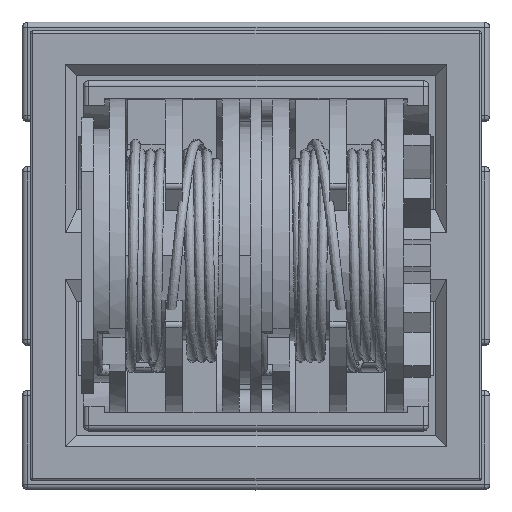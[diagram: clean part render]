
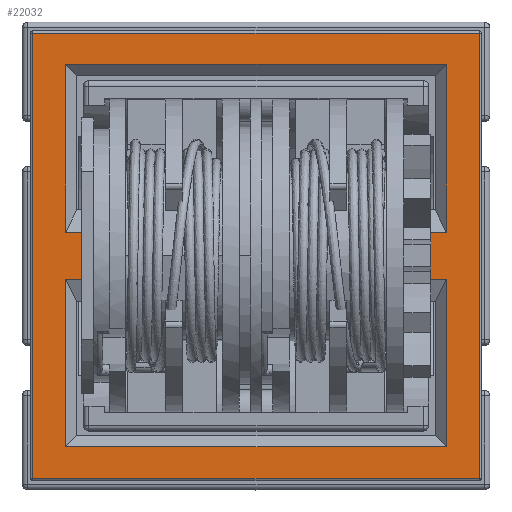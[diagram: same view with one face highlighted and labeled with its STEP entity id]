
A CAD part, top view. The second image highlights one B-rep face of the part: STEP entity #22032.
In plain terms, the highlighted free-form (B-spline) face has degree [1, 1] with [2, 2] control points.
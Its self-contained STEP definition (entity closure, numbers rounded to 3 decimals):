
#22032 = ADVANCED_FACE('',(#22033,#22063,#22093),#22123,.T.);
#22033 = FACE_BOUND('',#22034,.T.);
#22034 = EDGE_LOOP('',(#22035,#22044,#22051,#22058));
#22035 = ORIENTED_EDGE('',*,*,#22036,.T.);
#22036 = EDGE_CURVE('',#22037,#22039,#22041,.T.);
#22037 = VERTEX_POINT('',#22038);
#22038 = CARTESIAN_POINT('',(-10.578,10.546,
    10.891));
#22039 = VERTEX_POINT('',#22040);
#22040 = CARTESIAN_POINT('',(-10.578,-10.546,
    10.891));
#22041 = B_SPLINE_CURVE_WITH_KNOTS('',1,(#22042,#22043),.UNSPECIFIED.,
  .F.,.F.,(2,2),(-19.99,-0.1),.PIECEWISE_BEZIER_KNOTS.);
#22042 = CARTESIAN_POINT('',(-10.578,10.546,
    10.891));
#22043 = CARTESIAN_POINT('',(-10.578,-10.546,
    10.891));
#22044 = ORIENTED_EDGE('',*,*,#22045,.T.);
#22045 = EDGE_CURVE('',#22039,#22046,#22048,.T.);
#22046 = VERTEX_POINT('',#22047);
#22047 = CARTESIAN_POINT('',(10.578,-10.546,
    10.891));
#22048 = B_SPLINE_CURVE_WITH_KNOTS('',1,(#22049,#22050),.UNSPECIFIED.,
  .F.,.F.,(2,2),(-20.05,-0.1),.PIECEWISE_BEZIER_KNOTS.);
#22049 = CARTESIAN_POINT('',(-10.578,-10.546,
    10.891));
#22050 = CARTESIAN_POINT('',(10.578,-10.546,
    10.891));
#22051 = ORIENTED_EDGE('',*,*,#22052,.T.);
#22052 = EDGE_CURVE('',#22046,#22053,#22055,.T.);
#22053 = VERTEX_POINT('',#22054);
#22054 = CARTESIAN_POINT('',(10.578,10.546,
    10.891));
#22055 = B_SPLINE_CURVE_WITH_KNOTS('',1,(#22056,#22057),.UNSPECIFIED.,
  .F.,.F.,(2,2),(-19.99,-0.1),.PIECEWISE_BEZIER_KNOTS.);
#22056 = CARTESIAN_POINT('',(10.578,-10.546,
    10.891));
#22057 = CARTESIAN_POINT('',(10.578,10.546,
    10.891));
#22058 = ORIENTED_EDGE('',*,*,#22059,.T.);
#22059 = EDGE_CURVE('',#22053,#22037,#22060,.T.);
#22060 = B_SPLINE_CURVE_WITH_KNOTS('',1,(#22061,#22062),.UNSPECIFIED.,
  .F.,.F.,(2,2),(-20.05,-0.1),.PIECEWISE_BEZIER_KNOTS.);
#22061 = CARTESIAN_POINT('',(10.578,10.546,
    10.891));
#22062 = CARTESIAN_POINT('',(-10.578,10.546,
    10.891));
#22063 = FACE_BOUND('',#22064,.T.);
#22064 = EDGE_LOOP('',(#22065,#22074,#22081,#22088));
#22065 = ORIENTED_EDGE('',*,*,#22066,.T.);
#22066 = EDGE_CURVE('',#22067,#22069,#22071,.T.);
#22067 = VERTEX_POINT('',#22068);
#22068 = CARTESIAN_POINT('',(-9.014,-9.061,
    10.891));
#22069 = VERTEX_POINT('',#22070);
#22070 = CARTESIAN_POINT('',(-9.014,-1.113,
    10.891));
#22071 = B_SPLINE_CURVE_WITH_KNOTS('',1,(#22072,#22073),.UNSPECIFIED.,
  .F.,.F.,(2,2),(-6.495,1.),.PIECEWISE_BEZIER_KNOTS.);
#22072 = CARTESIAN_POINT('',(-9.014,-9.061,
    10.891));
#22073 = CARTESIAN_POINT('',(-9.014,-1.113,
    10.891));
#22074 = ORIENTED_EDGE('',*,*,#22075,.T.);
#22075 = EDGE_CURVE('',#22069,#22076,#22078,.T.);
#22076 = VERTEX_POINT('',#22077);
#22077 = CARTESIAN_POINT('',(9.014,-1.113,
    10.891));
#22078 = B_SPLINE_CURVE_WITH_KNOTS('',1,(#22079,#22080),.UNSPECIFIED.,
  .F.,.F.,(2,2),(-17.,0.),.PIECEWISE_BEZIER_KNOTS.);
#22079 = CARTESIAN_POINT('',(-9.014,-1.113,
    10.891));
#22080 = CARTESIAN_POINT('',(9.014,-1.113,
    10.891));
#22081 = ORIENTED_EDGE('',*,*,#22082,.T.);
#22082 = EDGE_CURVE('',#22076,#22083,#22085,.T.);
#22083 = VERTEX_POINT('',#22084);
#22084 = CARTESIAN_POINT('',(9.014,-9.061,
    10.891));
#22085 = B_SPLINE_CURVE_WITH_KNOTS('',1,(#22086,#22087),.UNSPECIFIED.,
  .F.,.F.,(2,2),(-6.995,0.5),.PIECEWISE_BEZIER_KNOTS.);
#22086 = CARTESIAN_POINT('',(9.014,-1.113,
    10.891));
#22087 = CARTESIAN_POINT('',(9.014,-9.061,
    10.891));
#22088 = ORIENTED_EDGE('',*,*,#22089,.T.);
#22089 = EDGE_CURVE('',#22083,#22067,#22090,.T.);
#22090 = B_SPLINE_CURVE_WITH_KNOTS('',1,(#22091,#22092),.UNSPECIFIED.,
  .F.,.F.,(2,2),(-16.5,0.5),.PIECEWISE_BEZIER_KNOTS.);
#22091 = CARTESIAN_POINT('',(9.014,-9.061,
    10.891));
#22092 = CARTESIAN_POINT('',(-9.014,-9.061,
    10.891));
#22093 = FACE_BOUND('',#22094,.T.);
#22094 = EDGE_LOOP('',(#22095,#22104,#22111,#22118));
#22095 = ORIENTED_EDGE('',*,*,#22096,.T.);
#22096 = EDGE_CURVE('',#22097,#22099,#22101,.T.);
#22097 = VERTEX_POINT('',#22098);
#22098 = CARTESIAN_POINT('',(9.014,1.113,10.891
    ));
#22099 = VERTEX_POINT('',#22100);
#22100 = CARTESIAN_POINT('',(-9.014,1.113,
    10.891));
#22101 = B_SPLINE_CURVE_WITH_KNOTS('',1,(#22102,#22103),.UNSPECIFIED.,
  .F.,.F.,(2,2),(-18.575,-1.575),.PIECEWISE_BEZIER_KNOTS.);
#22102 = CARTESIAN_POINT('',(9.014,1.113,10.891
    ));
#22103 = CARTESIAN_POINT('',(-9.014,1.113,
    10.891));
#22104 = ORIENTED_EDGE('',*,*,#22105,.T.);
#22105 = EDGE_CURVE('',#22099,#22106,#22108,.T.);
#22106 = VERTEX_POINT('',#22107);
#22107 = CARTESIAN_POINT('',(-9.014,9.061,
    10.891));
#22108 = B_SPLINE_CURVE_WITH_KNOTS('',1,(#22109,#22110),.UNSPECIFIED.,
  .F.,.F.,(2,2),(11.095,18.59),.PIECEWISE_BEZIER_KNOTS.);
#22109 = CARTESIAN_POINT('',(-9.014,1.113,
    10.891));
#22110 = CARTESIAN_POINT('',(-9.014,9.061,
    10.891));
#22111 = ORIENTED_EDGE('',*,*,#22112,.T.);
#22112 = EDGE_CURVE('',#22106,#22113,#22115,.T.);
#22113 = VERTEX_POINT('',#22114);
#22114 = CARTESIAN_POINT('',(9.014,9.061,
    10.891));
#22115 = B_SPLINE_CURVE_WITH_KNOTS('',1,(#22116,#22117),.UNSPECIFIED.,
  .F.,.F.,(2,2),(1.575,18.575),.PIECEWISE_BEZIER_KNOTS.);
#22116 = CARTESIAN_POINT('',(-9.014,9.061,
    10.891));
#22117 = CARTESIAN_POINT('',(9.014,9.061,
    10.891));
#22118 = ORIENTED_EDGE('',*,*,#22119,.T.);
#22119 = EDGE_CURVE('',#22113,#22097,#22120,.T.);
#22120 = B_SPLINE_CURVE_WITH_KNOTS('',1,(#22121,#22122),.UNSPECIFIED.,
  .F.,.F.,(2,2),(-18.59,-11.095),.PIECEWISE_BEZIER_KNOTS.);
#22121 = CARTESIAN_POINT('',(9.014,9.061,
    10.891));
#22122 = CARTESIAN_POINT('',(9.014,1.113,10.891
    ));
#22123 = B_SPLINE_SURFACE_WITH_KNOTS('',1,1,(
    (#22124,#22125)
    ,(#22126,#22127
    )),.UNSPECIFIED.,.F.,.F.,.F.,(2,2),(2,2),(-19.99,-0.1),(0.1,20.05
    ),.PIECEWISE_BEZIER_KNOTS.);
#22124 = CARTESIAN_POINT('',(-10.578,10.546,
    10.891));
#22125 = CARTESIAN_POINT('',(10.578,10.546,
    10.891));
#22126 = CARTESIAN_POINT('',(-10.578,-10.546,
    10.891));
#22127 = CARTESIAN_POINT('',(10.578,-10.546,
    10.891));
